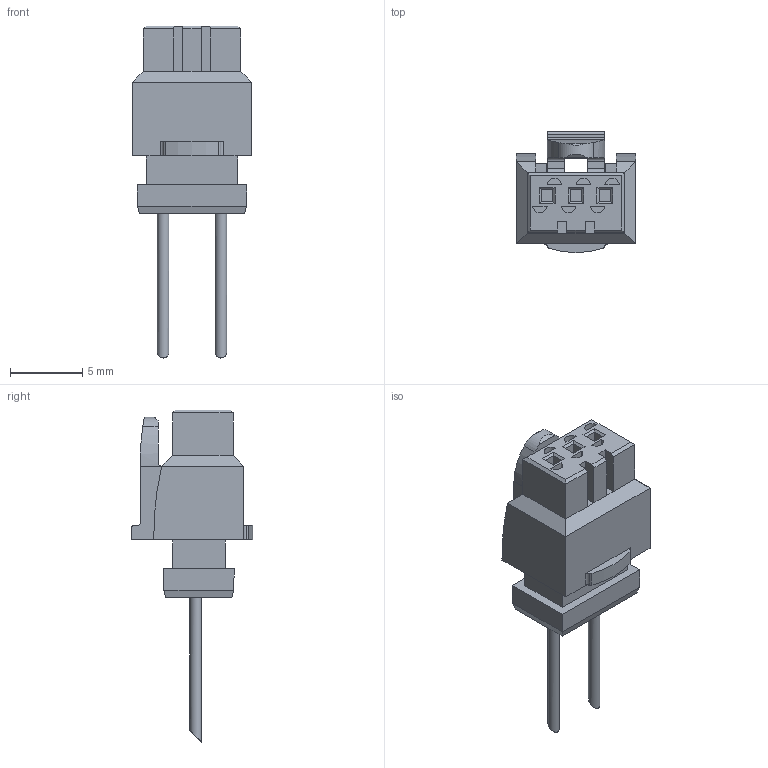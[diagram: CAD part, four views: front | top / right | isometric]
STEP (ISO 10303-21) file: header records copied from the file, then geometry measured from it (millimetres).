
FILE_DESCRIPTION(/* description */ ('NEBV-Connector cable'),/* implementation_level */ '2;1');
FILE_NAME(/* name */ 'Pneumatics_Pin_566654.ipt.step',/* time_stamp */ '2014-01-07T11:16:12-08:00',/* author */ ('Autodesk Inc.'),/* organization */ ('Autodesk Inc.'),/* preprocessor_version */ 'ST-DEVELOPER v15.2',/* originating_system */ 'Autodesk Inventor 2014',/* authorisation */ '');
FILE_SCHEMA (('AUTOMOTIVE_DESIGN { 1 0 10303 214 3 1 1 }'));
Length unit declared in the file: millimetre
Products named in the file (1): Pneumatics_Pin_566654
Bounding box: 8.26 x 8.4 x 23 mm (x, y, z)
Volume: 493.9 mm3; surface area: 664.3 mm2
Topology: 1 solids, 1 shells, 137 faces, 336 edges, 212 vertices
Faces by surface type: plane 105, cylinder 32
Full cylindrical faces by diameter (mm): 0.8 x2
Entity records: 3999 total; most frequent: CARTESIAN_POINT 745, ORIENTED_EDGE 664, DIRECTION 652, EDGE_CURVE 332, LINE 270, VECTOR 270, VERTEX_POINT 210, AXIS2_PLACEMENT_3D 191
